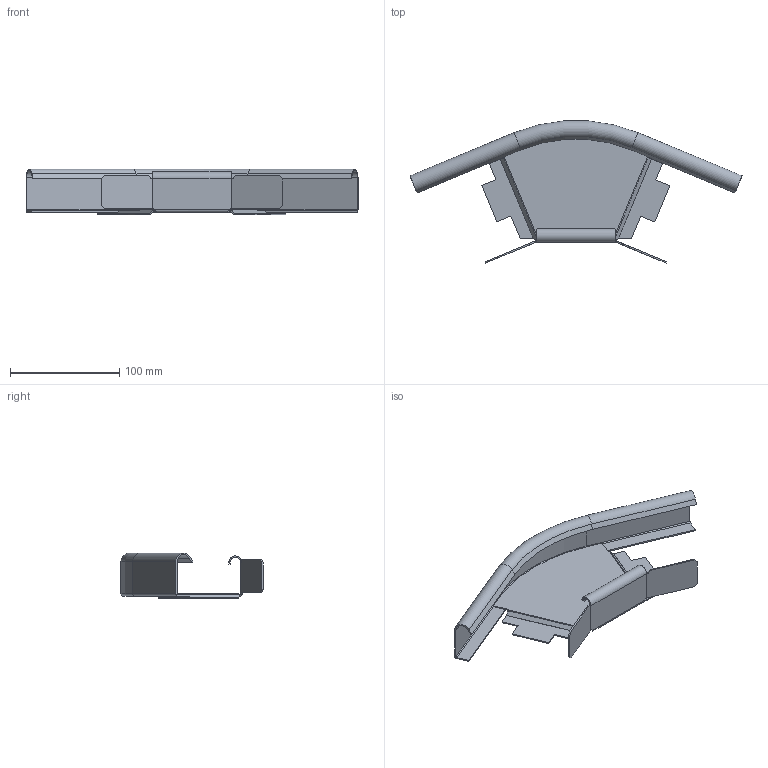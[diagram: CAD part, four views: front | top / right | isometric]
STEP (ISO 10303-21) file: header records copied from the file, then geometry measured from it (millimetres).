
FILE_DESCRIPTION (( 'STEP AP214' ), '1' );
FILE_NAME ('6043704.stp', '2016-06-30T06:29:17', ( '' ), ( '' ), 'SwSTEP 2.0', 'SolidWorks 2014', '' );
FILE_SCHEMA (( 'AUTOMOTIVE_DESIGN' ));
Length unit declared in the file: millimetre
Products named in the file (4): KTS 06.154-008_Aussenholm H=35 - B=050-100-150; KTS 06.120-008_Bodenblech zu B=100; 6043704; KTS 07.046-001_Winkelverbinder 45ø
Assembly tree (3 placements, depth 2):
  6043704
    KTS 06.120-008_Bodenblech zu B=100
    KTS 06.154-008_Aussenholm H=35 - B=050-100-150
    KTS 07.046-001_Winkelverbinder 45ø
Bounding box: 303.98 x 130.07 x 41.75 mm (x, y, z)
Volume: 50655.1 mm3; surface area: 88891.2 mm2
Topology: 3 solids, 3 shells, 145 faces, 337 edges, 198 vertices
Faces by surface type: plane 99, cylinder 31, bspline 8, torus 4, cone 3
Entity records: 4249 total; most frequent: CARTESIAN_POINT 878, ORIENTED_EDGE 674, DIRECTION 651, EDGE_CURVE 337, VECTOR 245, LINE 245, AXIS2_PLACEMENT_3D 203, VERTEX_POINT 198
